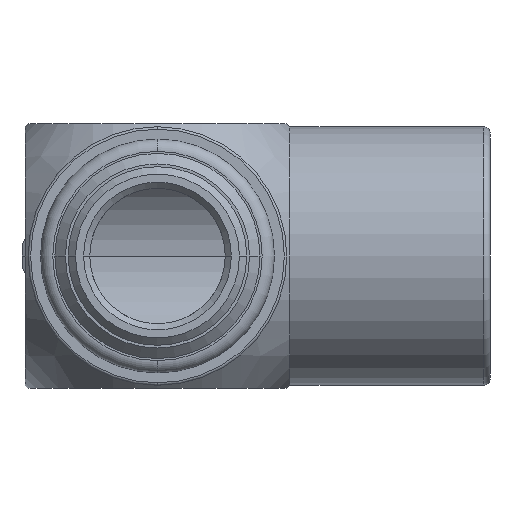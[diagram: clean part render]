
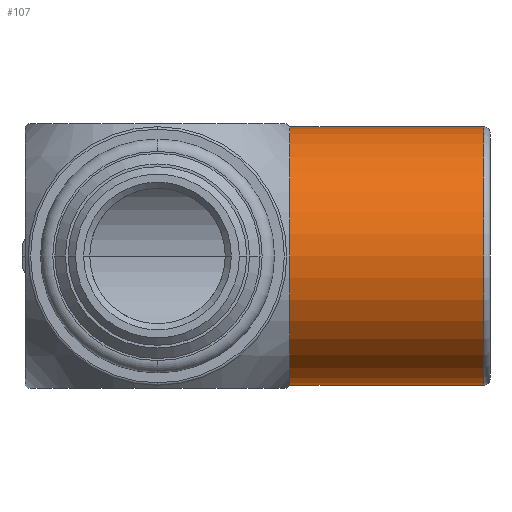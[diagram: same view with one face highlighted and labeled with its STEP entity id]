
A CAD part, front view. The second image highlights one B-rep face of the part: STEP entity #107.
In plain terms, the highlighted cylindrical face has radius 10.5 mm (diameter 21 mm), a partial arc.
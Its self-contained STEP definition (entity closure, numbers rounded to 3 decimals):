
#107=ADVANCED_FACE('',(#263),#264,.T.);
#263=FACE_OUTER_BOUND('',#459,.T.);
#264=CYLINDRICAL_SURFACE('',#460,10.5);
#459=EDGE_LOOP('',(#992,#993,#994,#995,#996));
#460=AXIS2_PLACEMENT_3D('',#997,#998,#999);
#992=ORIENTED_EDGE('',*,*,#1316,.T.);
#993=ORIENTED_EDGE('',*,*,#1415,.F.);
#994=ORIENTED_EDGE('',*,*,#1416,.F.);
#995=ORIENTED_EDGE('',*,*,#1317,.T.);
#996=ORIENTED_EDGE('',*,*,#1417,.F.);
#997=CARTESIAN_POINT('',(13.5,23.4,0.0));
#998=DIRECTION('',(1.0,0.0,0.0));
#999=DIRECTION('',(0.0,0.0,-1.0));
#1316=EDGE_CURVE('',#1575,#1592,#1600,.T.);
#1317=EDGE_CURVE('',#1595,#1589,#1601,.T.);
#1415=EDGE_CURVE('',#1755,#1592,#1756,.T.);
#1416=EDGE_CURVE('',#1595,#1755,#1757,.T.);
#1417=EDGE_CURVE('',#1575,#1589,#1758,.T.);
#1575=VERTEX_POINT('',#1945);
#1589=VERTEX_POINT('',#1959);
#1592=VERTEX_POINT('',#1962);
#1595=VERTEX_POINT('',#1965);
#1600=LINE('',#1970,#1971);
#1601=LINE('',#1972,#1973);
#1755=VERTEX_POINT('',#2486);
#1756=CIRCLE('',#2487,10.5);
#1757=CIRCLE('',#2488,10.5);
#1758=CIRCLE('',#2489,10.5);
#1945=CARTESIAN_POINT('',(10.749,23.4,-10.5));
#1959=CARTESIAN_POINT('',(10.749,23.4,10.5));
#1962=CARTESIAN_POINT('',(26.5,23.4,-10.5));
#1965=CARTESIAN_POINT('',(26.5,23.4,10.5));
#1970=CARTESIAN_POINT('',(13.5,23.4,-10.5));
#1971=VECTOR('',#2727,1.0);
#1972=CARTESIAN_POINT('',(13.5,23.4,10.5));
#1973=VECTOR('',#2728,1.0);
#2486=CARTESIAN_POINT('',(26.5,12.9,0.0));
#2487=AXIS2_PLACEMENT_3D('',#2886,#2887,#2888);
#2488=AXIS2_PLACEMENT_3D('',#2889,#2890,#2891);
#2489=AXIS2_PLACEMENT_3D('',#2892,#2893,#2894);
#2727=DIRECTION('',(1.0,0.0,0.0));
#2728=DIRECTION('',(-1.0,-0.0,-0.0));
#2886=CARTESIAN_POINT('',(26.5,23.4,0.0));
#2887=DIRECTION('',(1.0,0.0,0.0));
#2888=DIRECTION('',(0.0,0.0,-1.0));
#2889=CARTESIAN_POINT('',(26.5,23.4,0.0));
#2890=DIRECTION('',(1.0,0.0,0.0));
#2891=DIRECTION('',(0.0,0.0,-1.0));
#2892=CARTESIAN_POINT('',(10.749,23.4,0.0));
#2893=DIRECTION('',(-1.0,-0.0,-0.0));
#2894=DIRECTION('',(0.0,0.0,-1.0));
